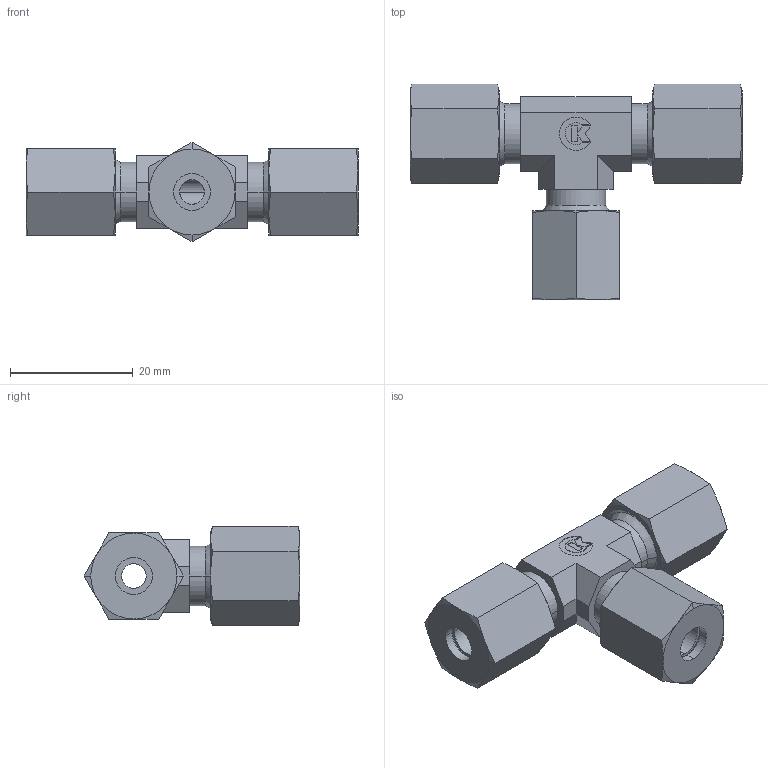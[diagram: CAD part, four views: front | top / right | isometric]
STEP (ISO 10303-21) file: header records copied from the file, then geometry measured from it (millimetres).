
FILE_DESCRIPTION( ( '' ), '1' );
FILE_NAME( '381061212.stp', '2012-08-09T09:30:49', ( '' ), ( '' ), ' ', ' ', ' ' );
FILE_SCHEMA( ( 'CONFIG_CONTROL_DESIGN' ) );
Length unit declared in the file: millimetre
Products named in the file (7): 1; 2; 3; 4; 5; 6; 7
Bounding box: 54 x 35.08 x 16.17 mm (x, y, z)
Volume: 9155.5 mm3; surface area: 8456.2 mm2
Topology: 7 solids, 7 shells, 236 faces, 527 edges, 314 vertices
Faces by surface type: cone 96, plane 86, cylinder 54
Entity records: 6717 total; most frequent: CARTESIAN_POINT 1228, DIRECTION 1135, ORIENTED_EDGE 1054, EDGE_CURVE 527, AXIS2_PLACEMENT_3D 437, VERTEX_POINT 314, EDGE_LOOP 261, LINE 261
